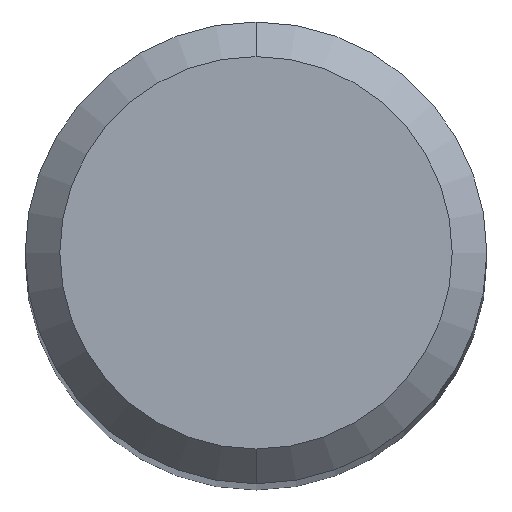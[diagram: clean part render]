
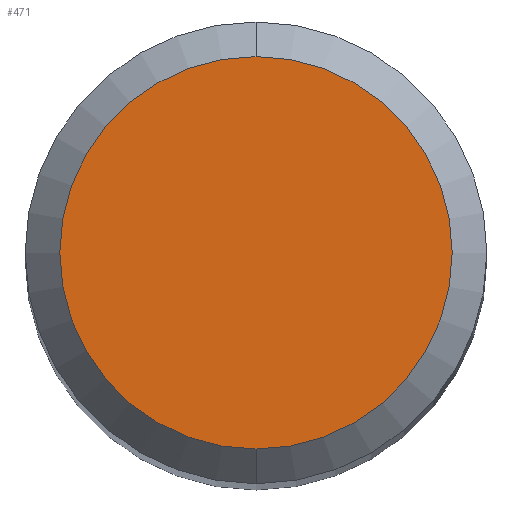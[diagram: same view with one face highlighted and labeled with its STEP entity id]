
A CAD part, top view. The second image highlights one B-rep face of the part: STEP entity #471.
In plain terms, the highlighted planar face has unit normal (0, 0, 1).
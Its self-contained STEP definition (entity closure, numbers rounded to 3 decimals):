
#471=ADVANCED_FACE('',(#1302),#1303,.T.);
#507=EDGE_CURVE('',#959,#843,#1340,.T.);
#843=VERTEX_POINT('',#1708);
#959=VERTEX_POINT('',#1832);
#1089=EDGE_CURVE('',#843,#959,#1972,.T.);
#1302=FACE_OUTER_BOUND('',#2318,.T.);
#1303=PLANE('',#2319);
#1340=CIRCLE('',#2465,1.7);
#1708=CARTESIAN_POINT('',(0.0,1.7,0.0));
#1832=CARTESIAN_POINT('',(0.,-1.7,0.0));
#1972=CIRCLE('',#5374,1.7);
#2318=EDGE_LOOP('',(#5973,#5974));
#2319=AXIS2_PLACEMENT_3D('',#5975,#5976,#5977);
#2465=AXIS2_PLACEMENT_3D('',#6001,#6002,#6003);
#5374=AXIS2_PLACEMENT_3D('',#6657,#6658,#6659);
#5973=ORIENTED_EDGE('',*,*,#1089,.F.);
#5974=ORIENTED_EDGE('',*,*,#507,.F.);
#5975=CARTESIAN_POINT('',(0.0,0.85,0.0));
#5976=DIRECTION('',(-0.0,0.0,1.0));
#5977=DIRECTION('',(0.0,-1.0,0.0));
#6001=CARTESIAN_POINT('',(0.0,0.0,0.0));
#6002=DIRECTION('',(0.0,0.0,-1.0));
#6003=DIRECTION('',(0.0,1.0,0.0));
#6657=CARTESIAN_POINT('',(0.0,0.0,0.0));
#6658=DIRECTION('',(0.0,0.0,-1.0));
#6659=DIRECTION('',(0.0,1.0,0.0));
